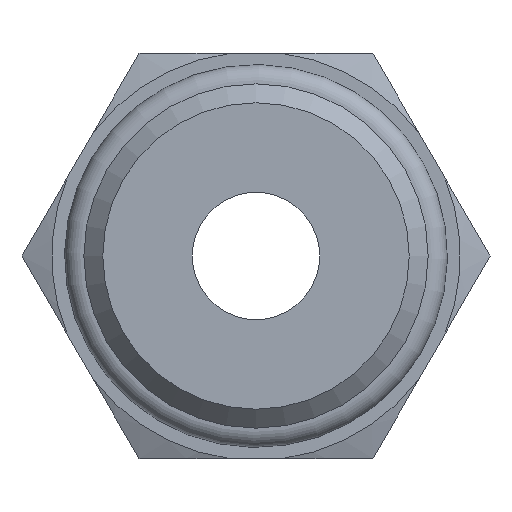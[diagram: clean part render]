
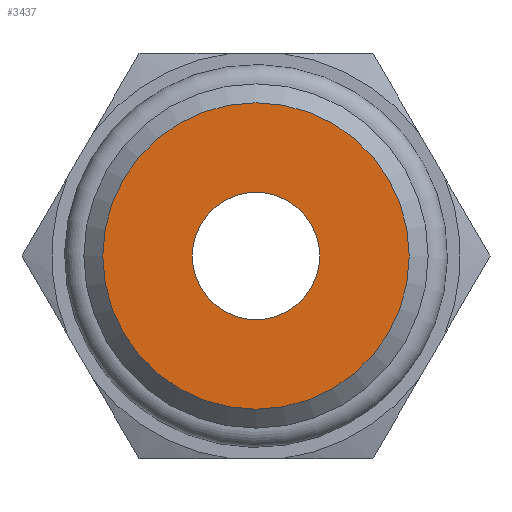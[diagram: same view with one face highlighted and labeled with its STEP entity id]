
A CAD part, left-side view. The second image highlights one B-rep face of the part: STEP entity #3437.
In plain terms, the highlighted planar face has unit normal (-1, 0, 0).
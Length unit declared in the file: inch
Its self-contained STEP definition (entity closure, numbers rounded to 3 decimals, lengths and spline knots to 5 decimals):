
#3186=CARTESIAN_POINT('',(-0.595,-0.1965,0.));
#3187=VERTEX_POINT('',#3186);
#3188=CARTESIAN_POINT('',(-0.595,0.,0.));
#3189=DIRECTION('',(1.0,0.0,0.0));
#3190=DIRECTION('',(0.0,-1.0,0.0));
#3191=AXIS2_PLACEMENT_3D('',#3188,#3189,#3190);
#3192=CIRCLE('',#3191,0.1965);
#3193=EDGE_CURVE('',#3187,#3187,#3192,.T.);
#3411=CARTESIAN_POINT('',(-0.595,0.,0.4725));
#3412=VERTEX_POINT('',#3411);
#3413=CARTESIAN_POINT('',(-0.595,0.,0.));
#3414=DIRECTION('',(1.0,0.0,0.0));
#3415=DIRECTION('',(0.0,0.0,-1.0));
#3416=AXIS2_PLACEMENT_3D('',#3413,#3414,#3415);
#3417=CIRCLE('',#3416,0.4725);
#3418=EDGE_CURVE('',#3412,#3412,#3417,.T.);
#3426=CARTESIAN_POINT('',(-0.595,0.,0.));
#3427=DIRECTION('',(1.0,0.0,0.0));
#3428=DIRECTION('',(0.0,0.0,-1.0));
#3429=AXIS2_PLACEMENT_3D('',#3426,#3427,#3428);
#3430=PLANE('',#3429);
#3431=ORIENTED_EDGE('',*,*,#3418,.F.);
#3432=EDGE_LOOP('',(#3431));
#3433=FACE_OUTER_BOUND('',#3432,.T.);
#3434=ORIENTED_EDGE('',*,*,#3193,.T.);
#3435=EDGE_LOOP('',(#3434));
#3436=FACE_BOUND('',#3435,.T.);
#3437=ADVANCED_FACE('',(#3433,#3436),#3430,.F.);
